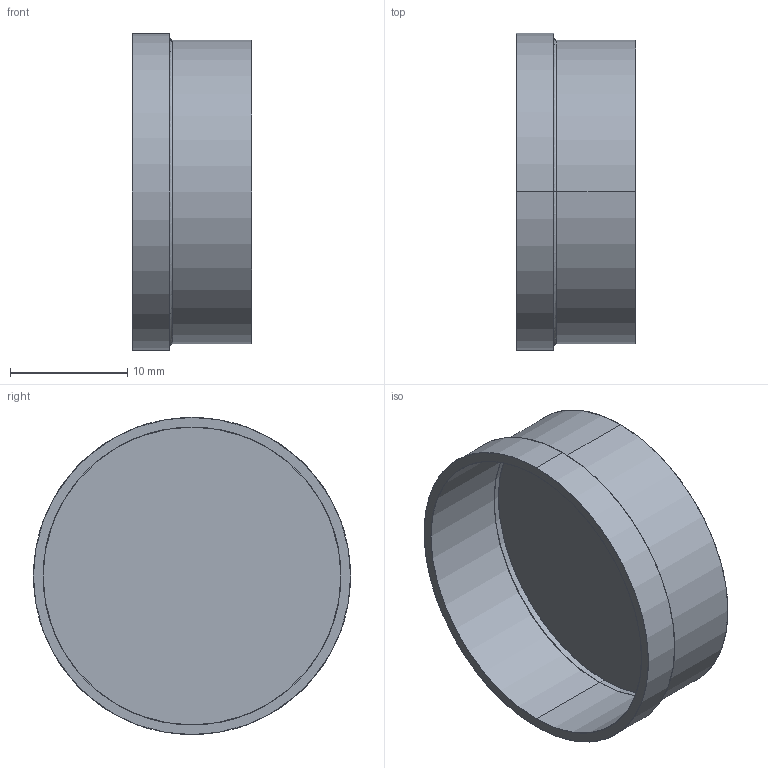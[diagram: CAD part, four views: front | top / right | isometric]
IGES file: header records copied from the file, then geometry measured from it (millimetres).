
Start section: SolidWorks IGES file using analytic representation for surfaces
Global section: file name: 17105-02-W.IGS; native system: SolidWorks 2007; preprocessor: SolidWorks 2007; author: juan medina; date: 070914.142152; units: inch
Bounding box: 10.16 x 27.05 x 27.05 mm (x, y, z)
Surface area: 2674.6 mm2 (no closed solid volume)
Topology: 0 solids, 0 shells, 18 faces, 368 edges, 368 vertices
Faces by surface type: revolution 10, bspline 8
